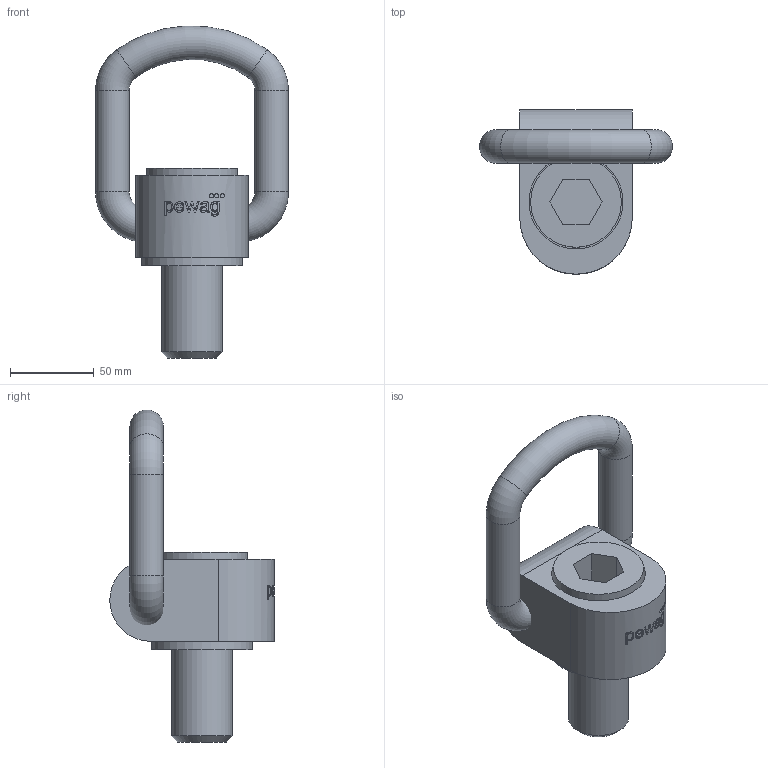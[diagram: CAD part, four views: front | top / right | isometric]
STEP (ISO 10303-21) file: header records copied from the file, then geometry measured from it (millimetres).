
FILE_DESCRIPTION(/* description */ (''),/* implementation_level */ '2;1');
FILE_NAME(/* name */ 'PLAW_7_t.stp',/* time_stamp */ '2023-09-29T07:44:35+02:00',/* author */ (''),/* organization */ (''),/* preprocessor_version */ 'ST-DEVELOPER v16',/* originating_system */ 'SIEMENS PLM Software NX 11.0',/* authorisation */ '');
FILE_SCHEMA (('AUTOMOTIVE_DESIGN { 1 0 10303 214 3 1 1 1 }'));
Length unit declared in the file: millimetre
Products named in the file (1): mum2A9C35A0qf9f
Bounding box: 115 x 98 x 197.89 mm (x, y, z)
Volume: 452233.7 mm3; surface area: 64166.2 mm2
Topology: 2 solids, 2 shells, 123 faces, 304 edges, 200 vertices
Faces by surface type: plane 53, extrusion 45, cylinder 19, torus 5, cone 1
Full cylindrical faces by diameter (mm): 2.513 x3, 20 x3, 36 x1, 54 x1, 56 x1, 60 x1
Entity records: 4862 total; most frequent: CARTESIAN_POINT 2075, ORIENTED_EDGE 574, DIRECTION 411, EDGE_CURVE 287, VERTEX_POINT 199, B_SPLINE_CURVE_WITH_KNOTS 174, EDGE_LOOP 156, VECTOR 153
